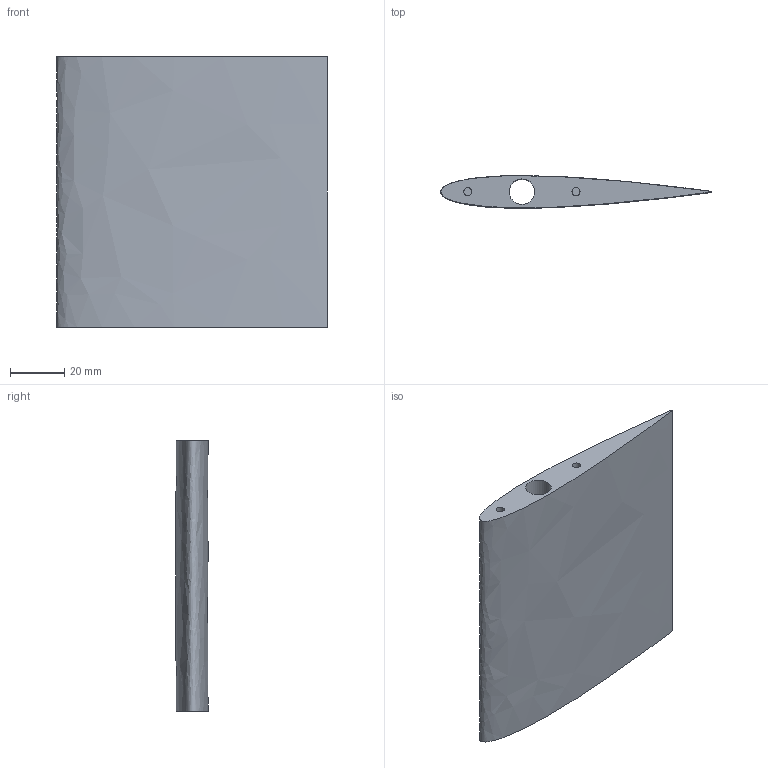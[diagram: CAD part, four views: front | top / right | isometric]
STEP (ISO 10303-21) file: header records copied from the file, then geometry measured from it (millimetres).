
FILE_DESCRIPTION(/* description */ (''),/* implementation_level */ '2;1');
FILE_NAME(/* name */ '100x100 Naca 0012 airfoil w 9.4mm hole.step',/* time_stamp */ '2025-04-28T12:13:42-05:00',/* author */ (''),/* organization */ (''),/* preprocessor_version */ 'ST-DEVELOPER v20.1',/* originating_system */ 'Autodesk Translation Framework v14.4.0.0',/* authorisation */ '');
FILE_SCHEMA (('AUTOMOTIVE_DESIGN { 1 0 10303 214 3 1 1 }'));
Length unit declared in the file: millimetre
Products named in the file (1): (Unsaved)
Bounding box: 100 x 11.99 x 100 mm (x, y, z)
Volume: 70630.8 mm3; surface area: 25064.4 mm2
Topology: 1 solids, 1 shells, 13 faces, 21 edges, 14 vertices
Faces by surface type: plane 7, cylinder 5, bspline 1
Full cylindrical faces by diameter (mm): 3 x4, 9.4 x1
Entity records: 2949 total; most frequent: CARTESIAN_POINT 2666, DIRECTION 55, ORIENTED_EDGE 42, AXIS2_PLACEMENT_3D 23, EDGE_CURVE 21, EDGE_LOOP 19, VERTEX_POINT 14, FACE_OUTER_BOUND 13
